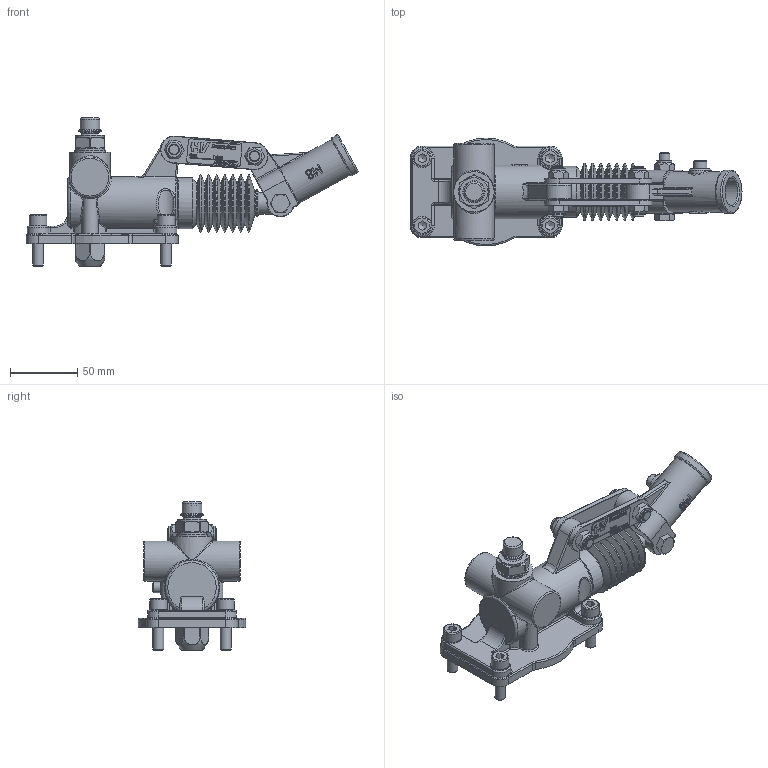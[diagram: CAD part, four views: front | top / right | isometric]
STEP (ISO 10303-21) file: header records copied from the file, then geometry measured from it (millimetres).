
FILE_DESCRIPTION((''),'2;1');
FILE_NAME('6066.0039.00.50 STEP.stp','2019-12-10T09:05:59',('Administrator'),(''),'Autodesk Inventor 2013','Autodesk Inventor 2013','');
FILE_SCHEMA(('CONFIG_CONTROL_DESIGN'));
Length unit declared in the file: millimetre
Products named in the file (1): 6066.0039.00.50 Bloccato
Bounding box: 246.63 x 80 x 110 mm (x, y, z)
Volume: 262687.7 mm3; surface area: 106387.9 mm2
Topology: 12 solids, 12 shells, 1342 faces, 3324 edges, 2074 vertices
Faces by surface type: plane 599, cylinder 257, bspline 213, torus 142, cone 107, sphere 24
Full cylindrical faces by diameter (mm): 5 x2, 6 x1, 8 x20, 8.5 x4, 9 x1, 9.5 x1, 10 x1, 11.05 x5, 11.6 x1, 12 x4, 13 x4, 13.5 x1, 14 x4, 14.5 x1, 16 x1, 16.5 x1, 20 x3, 20.5 x2, 21 x2, 22 x3, 23 x2, 28 x8, 30 x4, 32 x1, 38.004 x1
Entity records: 42719 total; most frequent: CARTESIAN_POINT 12032, ORIENTED_EDGE 6096, DIRECTION 5561, EDGE_CURVE 3048, VERTEX_POINT 2009, AXIS2_PLACEMENT_3D 1995, EDGE_LOOP 1657, VECTOR 1571
